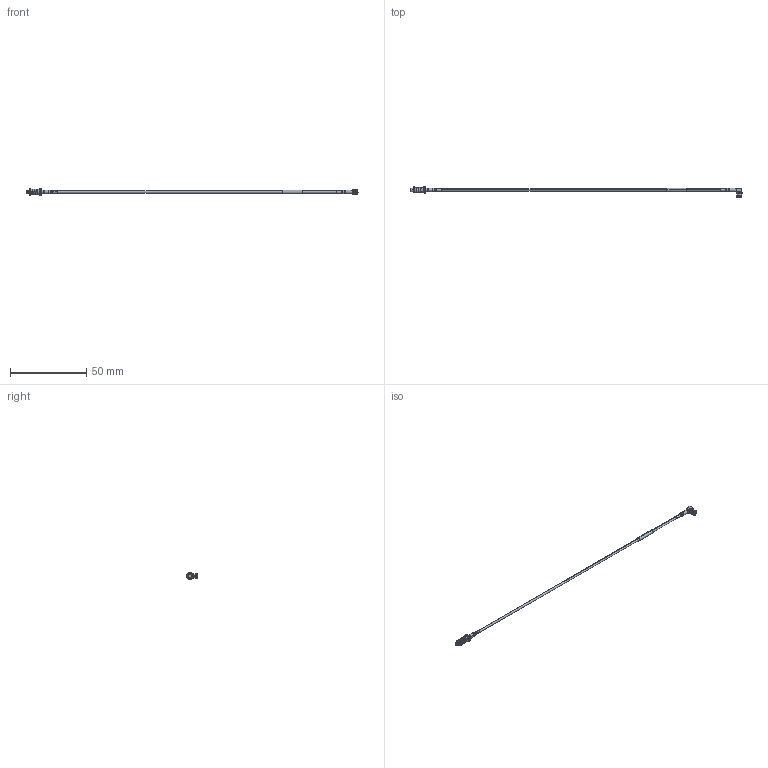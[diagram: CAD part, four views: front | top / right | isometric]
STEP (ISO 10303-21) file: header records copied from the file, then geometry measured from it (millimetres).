
FILE_DESCRIPTION (( 'STEP AP214' ), '1' );
FILE_NAME ('FMCA9735_3D.step', '2024-02-21T16:14:41', ( '' ), ( '' ), 'SwSTEP 2.0', 'SolidWorks 2022', '' );
FILE_SCHEMA (( 'AUTOMOTIVE_DESIGN' ));
Length unit declared in the file: inch
Products named in the file (6): PE-P047HF; PE44911; PE45535; 1AW01-003_.085 ID; CA-PE-P047_2_Heatshrink_LONG; FMCA9735_3D
Assembly tree (6 placements, depth 2):
  FMCA9735_3D
    PE-P047HF
    PE45535
    1AW01-003_.085 ID
    PE44911
    CA-PE-P047_2_Heatshrink_LONG  x2
Bounding box: 217.03 x 7.63 x 4.98 mm (x, y, z)
Volume: 554.9 mm3; surface area: 1793.6 mm2
Topology: 8 solids, 8 shells, 252 faces, 596 edges, 378 vertices
Faces by surface type: cylinder 113, plane 82, cone 34, torus 20, bspline 3
Entity records: 9486 total; most frequent: CARTESIAN_POINT 3289, DIRECTION 1193, ORIENTED_EDGE 1104, EDGE_CURVE 552, AXIS2_PLACEMENT_3D 482, VERTEX_POINT 354, EDGE_LOOP 256, CIRCLE 246
